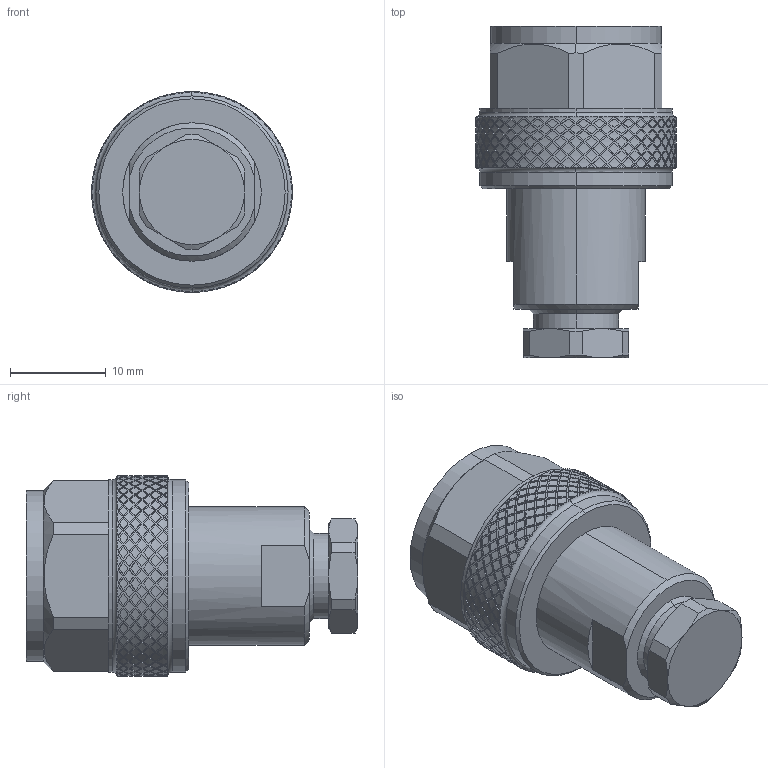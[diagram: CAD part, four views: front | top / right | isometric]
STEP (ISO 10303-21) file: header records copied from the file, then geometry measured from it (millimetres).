
FILE_DESCRIPTION((''),'2;1');
FILE_NAME('2','2021-08-11T',('Administrator'),(''),'PRO/ENGINEER BY PARAMETRIC TECHNOLOGY CORPORATION, 2012090','PRO/ENGINEER BY PARAMETRIC TECHNOLOGY CORPORATION, 2012090','');
FILE_SCHEMA(('CONFIG_CONTROL_DESIGN'));
Products named in the file (1): 2
Bounding box: 21 x 34.7 x 21 mm (x, y, z)
Volume: 5911.5 mm3; surface area: 3759.3 mm2
Topology: 1 solids, 1 shells, 2603 faces, 6225 edges, 3632 vertices
Faces by surface type: bspline 2124, cylinder 393, plane 56, cone 24, torus 4, sphere 2
Entity records: 138809 total; most frequent: CARTESIAN_POINT 96186, ORIENTED_EDGE 12450, EDGE_CURVE 6225, B_SPLINE_CURVE_WITH_KNOTS 5242, VERTEX_POINT 3632, EDGE_LOOP 2611, FACE_OUTER_BOUND 2603, ADVANCED_FACE 2603
